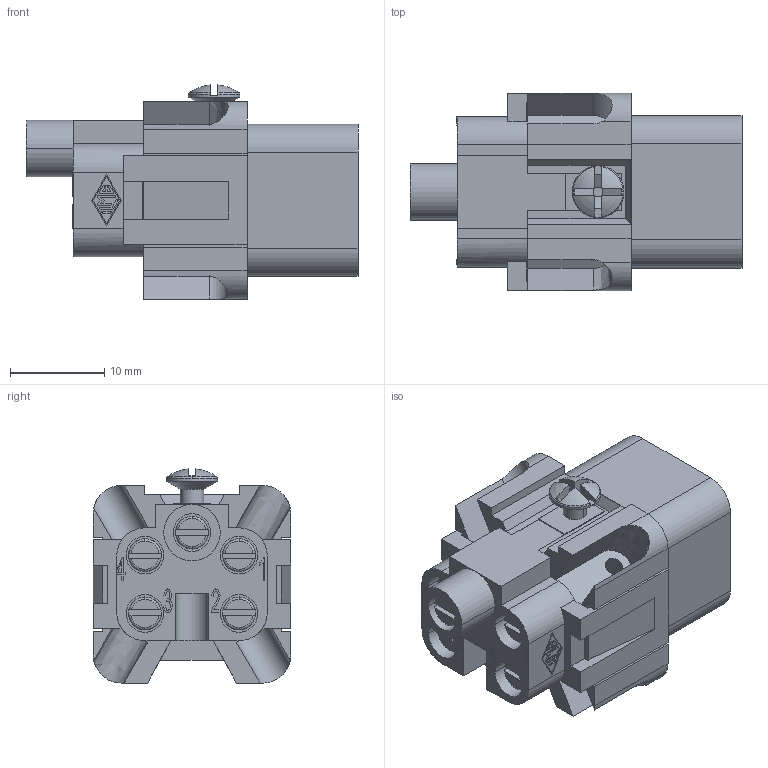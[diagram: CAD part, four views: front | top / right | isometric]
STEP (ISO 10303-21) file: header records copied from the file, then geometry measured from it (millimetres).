
FILE_DESCRIPTION((''),'2;1');
FILE_NAME('CKF 04 N.stp','2006-12-07T16:06:32',('gembarski'),(''),'Autodesk Inventor 7','Autodesk Inventor 7','');
FILE_SCHEMA(('AUTOMOTIVE_DESIGN { 1 0 10303 214 1 1 1 1 }'));
Length unit declared in the file: millimetre
Products named in the file (1): CKF 04 N
Bounding box: 35.3 x 21 x 22.76 mm (x, y, z)
Volume: 7017.8 mm3; surface area: 5770.9 mm2
Topology: 21 solids, 21 shells, 580 faces, 1506 edges, 989 vertices
Faces by surface type: plane 333, cylinder 121, bspline 92, torus 28, sphere 4, cone 2
Entity records: 18330 total; most frequent: CARTESIAN_POINT 4300, ORIENTED_EDGE 3012, DIRECTION 2691, EDGE_CURVE 1506, VECTOR 1011, LINE 1011, VERTEX_POINT 989, AXIS2_PLACEMENT_3D 840
